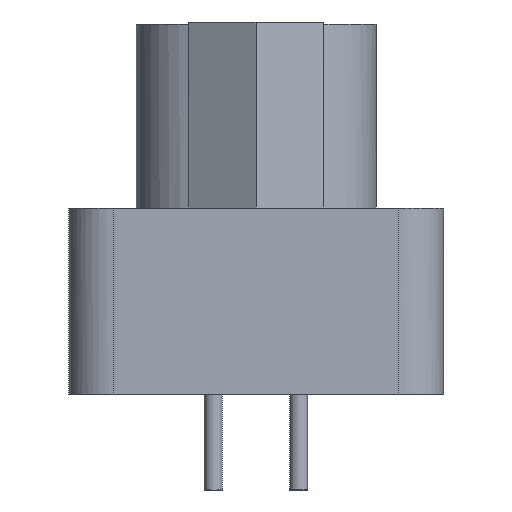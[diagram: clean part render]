
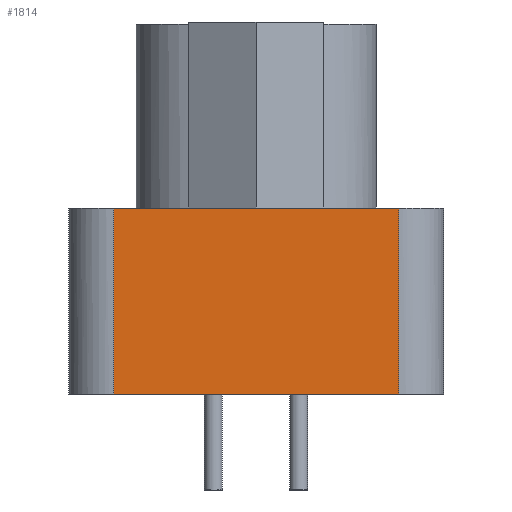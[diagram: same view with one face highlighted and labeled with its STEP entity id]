
A CAD part, left-side view. The second image highlights one B-rep face of the part: STEP entity #1814.
In plain terms, the highlighted free-form (B-spline) face has degree [1, 1] with [2, 2] control points.
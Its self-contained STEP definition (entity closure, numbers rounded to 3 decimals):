
#1748=CARTESIAN_POINT('V33',(-15.6,4.75,
   0.0));
#1749=VERTEX_POINT('V33',#1748);
#1764=CARTESIAN_POINT('V34',(-15.6,4.75,
   -6.2));
#1765=VERTEX_POINT('V34',#1764);
#1779=CARTESIAN_POINT('E48',(-15.6,4.75,
   0.0));
#1780=CARTESIAN_POINT('E48',(-15.6,4.75,
   -6.2));
#1781=QUASI_UNIFORM_CURVE('E48',1,(#1779,#1780),.POLYLINE_FORM.,.F.,
   .U.);
#1782=EDGE_CURVE('E48',#1749,#1765,#1781,.T.);
#1787=CARTESIAN_POINT('F21',(-15.6,-4.75,
   0.0));
#1788=CARTESIAN_POINT('F21',(-15.6,4.75,
   0.0));
#1789=CARTESIAN_POINT('F21',(-15.6,-4.75,
   -6.2));
#1790=CARTESIAN_POINT('F21',(-15.6,4.75,
   -6.2));
#1791=B_SPLINE_SURFACE_WITH_KNOTS('F21',1,1,((#1787,#1789),(#1788,
   #1790)),.PLANE_SURF.,.F.,.F.,.U.,(2,2),(2,2),(0.0,
   1.532),(0.0,1.0),.UNSPECIFIED.);
#1792=CARTESIAN_POINT('V31',(-15.6,-4.75,
   0.0));
#1793=VERTEX_POINT('V31',#1792);
#1794=CARTESIAN_POINT('E47',(-15.6,-4.75,
   0.0));
#1795=CARTESIAN_POINT('E47',(-15.6,4.75,
   0.0));
#1796=B_SPLINE_CURVE_WITH_KNOTS('E47',1,(#1794,#1795),
   .POLYLINE_FORM.,.F.,.U.,(2,2),(0.0,1.532),
   .UNSPECIFIED.);
#1797=EDGE_CURVE('E47',#1793,#1749,#1796,.T.);
#1798=ORIENTED_EDGE('E47',*,*,#1797,.T.);
#1799=ORIENTED_EDGE('F22',*,*,#1782,.T.);
#1800=CARTESIAN_POINT('V32',(-15.6,-4.75,
   -6.2));
#1801=VERTEX_POINT('V32',#1800);
#1802=CARTESIAN_POINT('E49',(-15.6,4.75,
   -6.2));
#1803=CARTESIAN_POINT('E49',(-15.6,-4.75,
   -6.2));
#1804=B_SPLINE_CURVE_WITH_KNOTS('E49',1,(#1802,#1803),
   .POLYLINE_FORM.,.F.,.U.,(2,2),(0.0,1.532),
   .UNSPECIFIED.);
#1805=EDGE_CURVE('E49',#1765,#1801,#1804,.T.);
#1806=ORIENTED_EDGE('E49',*,*,#1805,.T.);
#1807=CARTESIAN_POINT('E45',(-15.6,-4.75,
   0.0));
#1808=CARTESIAN_POINT('E45',(-15.6,-4.75,
   -6.2));
#1809=B_SPLINE_CURVE_WITH_KNOTS('E45',1,(#1807,#1808),
   .POLYLINE_FORM.,.F.,.U.,(2,2),(0.0,2.067),
   .UNSPECIFIED.);
#1810=EDGE_CURVE('E45',#1793,#1801,#1809,.T.);
#1811=ORIENTED_EDGE('E45',*,*,#1810,.F.);
#1812=EDGE_LOOP('F21',(#1798,#1799,#1806,#1811));
#1813=FACE_OUTER_BOUND('F21',#1812,.T.);
#1814=ADVANCED_FACE('F21',(#1813),#1791,.T.);
